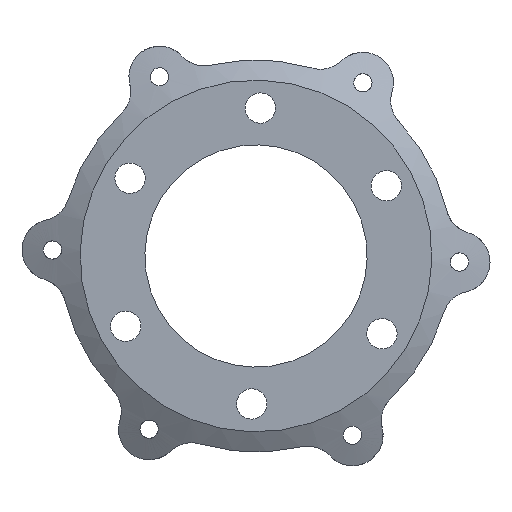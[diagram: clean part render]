
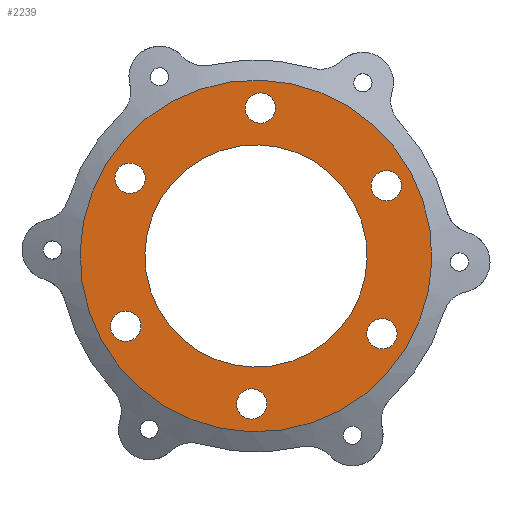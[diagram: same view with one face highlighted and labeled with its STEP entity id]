
A CAD part, front view. The second image highlights one B-rep face of the part: STEP entity #2239.
In plain terms, the highlighted planar face has unit normal (0, -1, 0).
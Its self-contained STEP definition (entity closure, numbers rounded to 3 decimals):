
#164=FACE_BOUND('',#439,.T.);
#165=FACE_BOUND('',#440,.T.);
#166=FACE_BOUND('',#441,.T.);
#167=FACE_BOUND('',#442,.T.);
#168=FACE_BOUND('',#443,.T.);
#169=FACE_BOUND('',#444,.T.);
#170=FACE_BOUND('',#445,.T.);
#191=PLANE('',#2533);
#305=FACE_OUTER_BOUND('',#438,.T.);
#438=EDGE_LOOP('',(#2104));
#439=EDGE_LOOP('',(#2105));
#440=EDGE_LOOP('',(#2106));
#441=EDGE_LOOP('',(#2107));
#442=EDGE_LOOP('',(#2108));
#443=EDGE_LOOP('',(#2109));
#444=EDGE_LOOP('',(#2110));
#445=EDGE_LOOP('',(#2111));
#726=CIRCLE('',#2289,30.025);
#849=CIRCLE('',#2500,4.1);
#850=CIRCLE('',#2502,4.1);
#851=CIRCLE('',#2504,4.1);
#852=CIRCLE('',#2506,4.1);
#853=CIRCLE('',#2508,4.1);
#858=CIRCLE('',#2524,4.1);
#859=CIRCLE('',#2532,47.518);
#892=VERTEX_POINT('',#3289);
#1068=VERTEX_POINT('',#4147);
#1069=VERTEX_POINT('',#4151);
#1070=VERTEX_POINT('',#4155);
#1071=VERTEX_POINT('',#4159);
#1072=VERTEX_POINT('',#4163);
#1073=VERTEX_POINT('',#4181);
#1088=VERTEX_POINT('',#4444);
#1123=EDGE_CURVE('',#892,#892,#726,.F.);
#1391=EDGE_CURVE('',#1068,#1068,#849,.F.);
#1393=EDGE_CURVE('',#1069,#1069,#850,.F.);
#1395=EDGE_CURVE('',#1070,#1070,#851,.F.);
#1397=EDGE_CURVE('',#1071,#1071,#852,.F.);
#1399=EDGE_CURVE('',#1072,#1072,#853,.F.);
#1405=EDGE_CURVE('',#1073,#1073,#858,.F.);
#1429=EDGE_CURVE('',#1088,#1088,#859,.T.);
#2104=ORIENTED_EDGE('',*,*,#1429,.T.);
#2105=ORIENTED_EDGE('',*,*,#1391,.T.);
#2106=ORIENTED_EDGE('',*,*,#1393,.T.);
#2107=ORIENTED_EDGE('',*,*,#1395,.T.);
#2108=ORIENTED_EDGE('',*,*,#1397,.T.);
#2109=ORIENTED_EDGE('',*,*,#1399,.T.);
#2110=ORIENTED_EDGE('',*,*,#1405,.T.);
#2111=ORIENTED_EDGE('',*,*,#1123,.T.);
#2239=ADVANCED_FACE('',(#305,#164,#165,#166,#167,#168,#169,#170),#191,.T.);
#2289=AXIS2_PLACEMENT_3D('',#3291,#2608,#2609);
#2500=AXIS2_PLACEMENT_3D('',#4148,#3138,#3139);
#2502=AXIS2_PLACEMENT_3D('',#4152,#3143,#3144);
#2504=AXIS2_PLACEMENT_3D('',#4156,#3148,#3149);
#2506=AXIS2_PLACEMENT_3D('',#4160,#3153,#3154);
#2508=AXIS2_PLACEMENT_3D('',#4164,#3158,#3159);
#2524=AXIS2_PLACEMENT_3D('',#4182,#3191,#3192);
#2532=AXIS2_PLACEMENT_3D('',#4446,#3216,#3217);
#2533=AXIS2_PLACEMENT_3D('',#4447,#3218,#3219);
#2608=DIRECTION('center_axis',(0.,-1.,0.));
#2609=DIRECTION('ref_axis',(0.88,0.,0.474));
#3138=DIRECTION('center_axis',(0.,-1.,0.));
#3139=DIRECTION('ref_axis',(-0.851,0.,0.525));
#3143=DIRECTION('center_axis',(0.,-1.,0.));
#3144=DIRECTION('ref_axis',(0.029,0.,1.));
#3148=DIRECTION('center_axis',(0.,-1.,0.));
#3149=DIRECTION('ref_axis',(0.88,0.,0.474));
#3153=DIRECTION('center_axis',(0.,-1.,0.));
#3154=DIRECTION('ref_axis',(0.851,0.,-0.525));
#3158=DIRECTION('center_axis',(0.,-1.,0.));
#3159=DIRECTION('ref_axis',(-0.029,0.,-1.));
#3191=DIRECTION('center_axis',(0.,-1.,0.));
#3192=DIRECTION('ref_axis',(-0.88,0.,-0.474));
#3216=DIRECTION('center_axis',(0.,-1.,0.));
#3217=DIRECTION('ref_axis',(-0.474,0.,0.88));
#3218=DIRECTION('center_axis',(0.,-1.,0.));
#3219=DIRECTION('ref_axis',(0.88,0.,0.474));
#3289=CARTESIAN_POINT('',(-648.695,-20.207,-707.594));
#3291=CARTESIAN_POINT('Origin',(-622.261,-20.207,-693.353));
#4147=CARTESIAN_POINT('',(-583.558,-20.207,-676.536));
#4148=CARTESIAN_POINT('Origin',(-587.046,-20.207,-674.383));
#4151=CARTESIAN_POINT('',(-588.345,-20.207,-718.463));
#4152=CARTESIAN_POINT('Origin',(-588.225,-20.207,-714.365));
#4155=CARTESIAN_POINT('',(-627.049,-20.207,-735.281));
#4156=CARTESIAN_POINT('Origin',(-623.44,-20.207,-733.336));
#4159=CARTESIAN_POINT('',(-660.965,-20.207,-710.171));
#4160=CARTESIAN_POINT('Origin',(-657.477,-20.207,-712.324));
#4163=CARTESIAN_POINT('',(-656.178,-20.207,-668.244));
#4164=CARTESIAN_POINT('Origin',(-656.298,-20.207,-672.342));
#4181=CARTESIAN_POINT('',(-617.474,-20.207,-651.426));
#4182=CARTESIAN_POINT('Origin',(-621.083,-20.207,-653.371));
#4444=CARTESIAN_POINT('',(-599.725,-20.207,-735.187));
#4446=CARTESIAN_POINT('Origin',(-622.261,-20.207,-693.353));
#4447=CARTESIAN_POINT('Origin',(-622.261,-20.207,-693.353));
